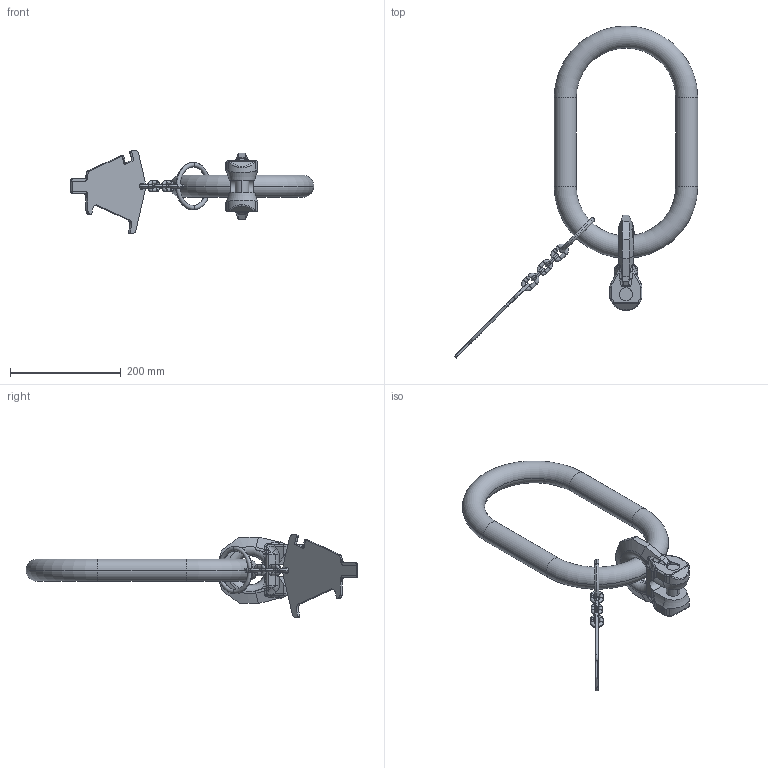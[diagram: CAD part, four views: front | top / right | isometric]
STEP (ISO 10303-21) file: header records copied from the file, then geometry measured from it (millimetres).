
FILE_DESCRIPTION((''),'2;1');
FILE_NAME('001-M31163-P-6_ASM','2014-10-13T',('Andreas.Wendler'),(''),'PRO/ENGINEER BY PARAMETRIC TECHNOLOGY CORPORATION, 2010140','PRO/ENGINEER BY PARAMETRIC TECHNOLOGY CORPORATION, 2010140','');
FILE_SCHEMA(('CONFIG_CONTROL_DESIGN'));
Length unit declared in the file: millimetre
Products named in the file (9): 001-M31163-P-6; 001-M31128-V04; 001-M31560-P-1; 001-M31129-P-2; 001-M31182-001; 001-M31182-003_ASM; 001-M31560-P-1_ASM; 001-M31104-P-1; 001-M31163-P-6_ASM
Assembly tree (11 placements, depth 4):
  001-M31163-P-6_ASM
    001-M31163-P-6
    001-M31128-V04
    001-M31560-P-1_ASM
      001-M31560-P-1
      001-M31129-P-2  x2
      001-M31182-003_ASM
        001-M31182-001  x3
    001-M31104-P-1
Bounding box: 440.77 x 600.77 x 150.71 mm (x, y, z)
Volume: 1793606.8 mm3; surface area: 223612.7 mm2
Topology: 9 solids, 9 shells, 637 faces, 1688 edges, 1067 vertices
Faces by surface type: plane 351, cylinder 132, bspline 68, torus 53, cone 25, sphere 8
Entity records: 22652 total; most frequent: CARTESIAN_POINT 8702, ORIENTED_EDGE 3268, DIRECTION 2337, EDGE_CURVE 1634, VERTEX_POINT 1039, AXIS2_PLACEMENT_3D 882, B_SPLINE_CURVE_WITH_KNOTS 747, EDGE_LOOP 623
